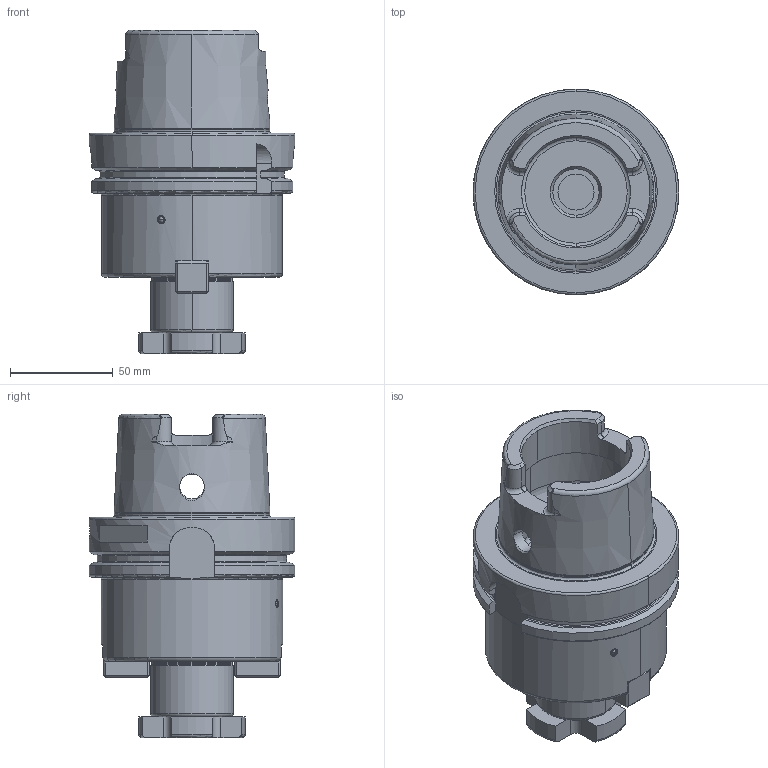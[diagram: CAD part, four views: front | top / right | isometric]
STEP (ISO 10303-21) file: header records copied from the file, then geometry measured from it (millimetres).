
FILE_DESCRIPTION((''),'2;1');
FILE_NAME('A100_11_40','2020-08-19T',('103090'),(''),'CREO PARAMETRIC BY PTC INC, 2016260','CREO PARAMETRIC BY PTC INC, 2016260','');
FILE_SCHEMA(('CONFIG_CONTROL_DESIGN'));
Length unit declared in the file: millimetre
Products named in the file (1): A100_11_40
Bounding box: 100 x 100 x 157 mm (x, y, z)
Volume: 535960.1 mm3; surface area: 79543.7 mm2
Topology: 3 solids, 12 shells, 475 faces, 1139 edges, 663 vertices
Faces by surface type: plane 156, cone 138, cylinder 122, torus 55, sphere 4
Entity records: 14645 total; most frequent: CARTESIAN_POINT 3711, DIRECTION 2366, ORIENTED_EDGE 2218, EDGE_CURVE 1109, AXIS2_PLACEMENT_3D 931, VERTEX_POINT 663, EDGE_LOOP 508, VECTOR 504
